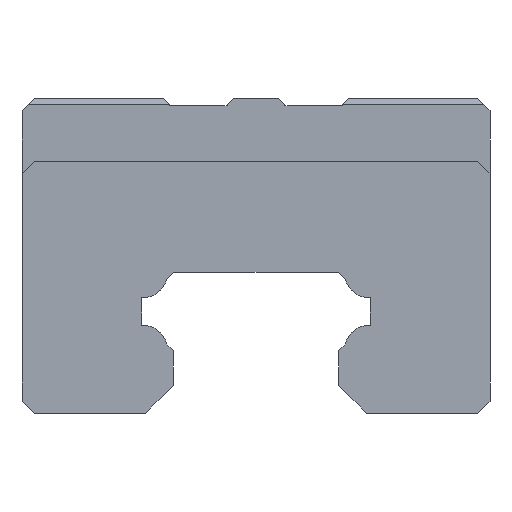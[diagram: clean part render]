
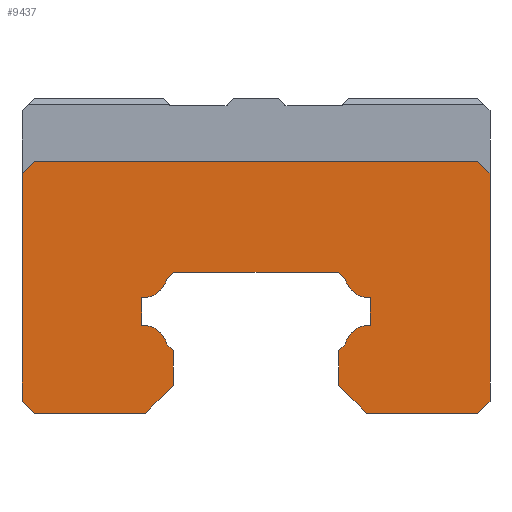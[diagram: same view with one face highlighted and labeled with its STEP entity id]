
A CAD part, front view. The second image highlights one B-rep face of the part: STEP entity #9437.
In plain terms, the highlighted planar face has unit normal (0, -1, 0).
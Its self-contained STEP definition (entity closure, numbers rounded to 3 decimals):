
#31=CIRCLE('',#9737,3.767);
#32=CIRCLE('',#9738,3.767);
#33=CIRCLE('',#9739,3.767);
#34=CIRCLE('',#9740,3.767);
#1204=FACE_OUTER_BOUND('',#1749,.T.);
#1749=EDGE_LOOP('',(#8438,#8439,#8440,#8441,#8442,#8443,#8444,#8445,#8446,
#8447,#8448,#8449,#8450,#8451,#8452,#8453,#8454,#8455,#8456,#8457,#8458,
#8459,#8460,#8461));
#2613=LINE('',#16673,#3535);
#2642=LINE('',#16737,#3564);
#2644=LINE('',#16741,#3566);
#2650=LINE('',#16752,#3572);
#2651=LINE('',#16754,#3573);
#2652=LINE('',#16756,#3574);
#2653=LINE('',#16758,#3575);
#2654=LINE('',#16762,#3576);
#2655=LINE('',#16766,#3577);
#2656=LINE('',#16768,#3578);
#2657=LINE('',#16770,#3579);
#2658=LINE('',#16774,#3580);
#2659=LINE('',#16778,#3581);
#2660=LINE('',#16780,#3582);
#2661=LINE('',#16782,#3583);
#2662=LINE('',#16784,#3584);
#2663=LINE('',#16786,#3585);
#2664=LINE('',#16788,#3586);
#2665=LINE('',#16789,#3587);
#2666=LINE('',#16790,#3588);
#3535=VECTOR('',#11057,10.);
#3564=VECTOR('',#11106,10.);
#3566=VECTOR('',#11110,10.);
#3572=VECTOR('',#11118,10.);
#3573=VECTOR('',#11119,10.);
#3574=VECTOR('',#11120,10.);
#3575=VECTOR('',#11121,10.);
#3576=VECTOR('',#11124,10.);
#3577=VECTOR('',#11127,10.);
#3578=VECTOR('',#11128,10.);
#3579=VECTOR('',#11129,10.);
#3580=VECTOR('',#11132,10.);
#3581=VECTOR('',#11135,10.);
#3582=VECTOR('',#11136,10.);
#3583=VECTOR('',#11137,10.);
#3584=VECTOR('',#11138,10.);
#3585=VECTOR('',#11139,10.);
#3586=VECTOR('',#11140,10.);
#3587=VECTOR('',#11141,10.);
#3588=VECTOR('',#11142,10.);
#4482=VERTEX_POINT('',#16669);
#4484=VERTEX_POINT('',#16672);
#4508=VERTEX_POINT('',#16734);
#4509=VERTEX_POINT('',#16736);
#4510=VERTEX_POINT('',#16740);
#4514=VERTEX_POINT('',#16751);
#4515=VERTEX_POINT('',#16753);
#4516=VERTEX_POINT('',#16755);
#4517=VERTEX_POINT('',#16757);
#4518=VERTEX_POINT('',#16759);
#4519=VERTEX_POINT('',#16761);
#4520=VERTEX_POINT('',#16763);
#4521=VERTEX_POINT('',#16765);
#4522=VERTEX_POINT('',#16767);
#4523=VERTEX_POINT('',#16769);
#4524=VERTEX_POINT('',#16771);
#4525=VERTEX_POINT('',#16773);
#4526=VERTEX_POINT('',#16775);
#4527=VERTEX_POINT('',#16777);
#4528=VERTEX_POINT('',#16779);
#4529=VERTEX_POINT('',#16781);
#4530=VERTEX_POINT('',#16783);
#4531=VERTEX_POINT('',#16785);
#4532=VERTEX_POINT('',#16787);
#5811=EDGE_CURVE('',#4484,#4482,#2613,.T.);
#5840=EDGE_CURVE('',#4508,#4509,#2642,.T.);
#5842=EDGE_CURVE('',#4510,#4509,#2644,.T.);
#5848=EDGE_CURVE('',#4508,#4514,#2650,.T.);
#5849=EDGE_CURVE('',#4514,#4515,#2651,.T.);
#5850=EDGE_CURVE('',#4515,#4516,#2652,.T.);
#5851=EDGE_CURVE('',#4516,#4517,#2653,.T.);
#5852=EDGE_CURVE('',#4517,#4518,#31,.T.);
#5853=EDGE_CURVE('',#4518,#4519,#2654,.T.);
#5854=EDGE_CURVE('',#4519,#4520,#32,.T.);
#5855=EDGE_CURVE('',#4520,#4521,#2655,.T.);
#5856=EDGE_CURVE('',#4521,#4522,#2656,.T.);
#5857=EDGE_CURVE('',#4522,#4523,#2657,.T.);
#5858=EDGE_CURVE('',#4523,#4524,#33,.T.);
#5859=EDGE_CURVE('',#4524,#4525,#2658,.T.);
#5860=EDGE_CURVE('',#4525,#4526,#34,.T.);
#5861=EDGE_CURVE('',#4526,#4527,#2659,.T.);
#5862=EDGE_CURVE('',#4527,#4528,#2660,.T.);
#5863=EDGE_CURVE('',#4528,#4529,#2661,.T.);
#5864=EDGE_CURVE('',#4529,#4530,#2662,.T.);
#5865=EDGE_CURVE('',#4531,#4530,#2663,.T.);
#5866=EDGE_CURVE('',#4531,#4532,#2664,.T.);
#5867=EDGE_CURVE('',#4484,#4532,#2665,.T.);
#5868=EDGE_CURVE('',#4510,#4482,#2666,.T.);
#8438=ORIENTED_EDGE('',*,*,#5840,.F.);
#8439=ORIENTED_EDGE('',*,*,#5848,.T.);
#8440=ORIENTED_EDGE('',*,*,#5849,.T.);
#8441=ORIENTED_EDGE('',*,*,#5850,.T.);
#8442=ORIENTED_EDGE('',*,*,#5851,.T.);
#8443=ORIENTED_EDGE('',*,*,#5852,.T.);
#8444=ORIENTED_EDGE('',*,*,#5853,.T.);
#8445=ORIENTED_EDGE('',*,*,#5854,.T.);
#8446=ORIENTED_EDGE('',*,*,#5855,.T.);
#8447=ORIENTED_EDGE('',*,*,#5856,.T.);
#8448=ORIENTED_EDGE('',*,*,#5857,.T.);
#8449=ORIENTED_EDGE('',*,*,#5858,.T.);
#8450=ORIENTED_EDGE('',*,*,#5859,.T.);
#8451=ORIENTED_EDGE('',*,*,#5860,.T.);
#8452=ORIENTED_EDGE('',*,*,#5861,.T.);
#8453=ORIENTED_EDGE('',*,*,#5862,.T.);
#8454=ORIENTED_EDGE('',*,*,#5863,.T.);
#8455=ORIENTED_EDGE('',*,*,#5864,.T.);
#8456=ORIENTED_EDGE('',*,*,#5865,.F.);
#8457=ORIENTED_EDGE('',*,*,#5866,.T.);
#8458=ORIENTED_EDGE('',*,*,#5867,.F.);
#8459=ORIENTED_EDGE('',*,*,#5811,.T.);
#8460=ORIENTED_EDGE('',*,*,#5868,.F.);
#8461=ORIENTED_EDGE('',*,*,#5842,.T.);
#8945=PLANE('',#9736);
#9437=ADVANCED_FACE('',(#1204),#8945,.T.);
#9736=AXIS2_PLACEMENT_3D('',#16750,#11116,#11117);
#9737=AXIS2_PLACEMENT_3D('',#16760,#11122,#11123);
#9738=AXIS2_PLACEMENT_3D('',#16764,#11125,#11126);
#9739=AXIS2_PLACEMENT_3D('',#16772,#11130,#11131);
#9740=AXIS2_PLACEMENT_3D('',#16776,#11133,#11134);
#11057=DIRECTION('',(-1.,0.,0.));
#11106=DIRECTION('',(-0.707,0.,0.707));
#11110=DIRECTION('',(0.,0.,-1.));
#11116=DIRECTION('center_axis',(0.,-1.,0.));
#11117=DIRECTION('ref_axis',(0.,0.,-1.));
#11118=DIRECTION('',(1.,0.,0.));
#11119=DIRECTION('',(0.707,0.,0.707));
#11120=DIRECTION('',(0.,0.,1.));
#11121=DIRECTION('',(-0.707,0.,0.707));
#11122=DIRECTION('center_axis',(0.,-1.,0.));
#11123=DIRECTION('ref_axis',(0.968,0.,0.252));
#11124=DIRECTION('',(0.,0.,1.));
#11125=DIRECTION('center_axis',(0.,-1.,0.));
#11126=DIRECTION('ref_axis',(-0.027,0.,-1.));
#11127=DIRECTION('',(0.707,0.,0.707));
#11128=DIRECTION('',(1.,0.,0.));
#11129=DIRECTION('',(0.707,0.,-0.707));
#11130=DIRECTION('center_axis',(0.,-1.,0.));
#11131=DIRECTION('ref_axis',(-0.968,0.,-0.252));
#11132=DIRECTION('',(0.,0.,-1.));
#11133=DIRECTION('center_axis',(0.,-1.,0.));
#11134=DIRECTION('ref_axis',(0.027,0.,1.));
#11135=DIRECTION('',(-0.707,0.,-0.707));
#11136=DIRECTION('',(0.,0.,-1.));
#11137=DIRECTION('',(0.707,0.,-0.707));
#11138=DIRECTION('',(1.,0.,0.));
#11139=DIRECTION('',(-0.707,0.,-0.707));
#11140=DIRECTION('',(0.,0.,1.));
#11141=DIRECTION('',(0.707,0.,-0.707));
#11142=DIRECTION('',(0.707,0.,0.707));
#16669=CARTESIAN_POINT('',(-33.2,-56.,45.7));
#16672=CARTESIAN_POINT('',(33.2,-56.,45.7));
#16673=CARTESIAN_POINT('',(35.,-56.,45.7));
#16734=CARTESIAN_POINT('',(-33.2,-56.,8.));
#16736=CARTESIAN_POINT('',(-35.,-56.,9.8));
#16737=CARTESIAN_POINT('',(-30.304,-56.,5.104));
#16740=CARTESIAN_POINT('',(-35.,-56.,43.9));
#16741=CARTESIAN_POINT('',(-35.,-56.,55.));
#16750=CARTESIAN_POINT('Origin',(0.,-56.,27.815));
#16751=CARTESIAN_POINT('',(-16.49,-56.,8.));
#16752=CARTESIAN_POINT('',(-35.,-56.,8.));
#16753=CARTESIAN_POINT('',(-12.365,-56.,12.125));
#16754=CARTESIAN_POINT('',(-16.49,-56.,8.));
#16755=CARTESIAN_POINT('',(-12.365,-56.,17.359));
#16756=CARTESIAN_POINT('',(-12.365,-56.,12.125));
#16757=CARTESIAN_POINT('',(-13.355,-56.,18.348));
#16758=CARTESIAN_POINT('',(-12.365,-56.,17.359));
#16759=CARTESIAN_POINT('',(-17.1,-56.,21.165));
#16760=CARTESIAN_POINT('Origin',(-17.,-56.,17.4));
#16761=CARTESIAN_POINT('',(-17.1,-56.,25.235));
#16762=CARTESIAN_POINT('',(-17.1,-56.,21.165));
#16763=CARTESIAN_POINT('',(-13.355,-56.,28.052));
#16764=CARTESIAN_POINT('Origin',(-17.,-56.,29.));
#16765=CARTESIAN_POINT('',(-12.306,-56.,29.1));
#16766=CARTESIAN_POINT('',(-13.355,-56.,28.052));
#16767=CARTESIAN_POINT('',(12.306,-56.,29.1));
#16768=CARTESIAN_POINT('',(-12.306,-56.,29.1));
#16769=CARTESIAN_POINT('',(13.355,-56.,28.052));
#16770=CARTESIAN_POINT('',(12.306,-56.,29.1));
#16771=CARTESIAN_POINT('',(17.1,-56.,25.235));
#16772=CARTESIAN_POINT('Origin',(17.,-56.,29.));
#16773=CARTESIAN_POINT('',(17.1,-56.,21.165));
#16774=CARTESIAN_POINT('',(17.1,-56.,25.235));
#16775=CARTESIAN_POINT('',(13.355,-56.,18.348));
#16776=CARTESIAN_POINT('Origin',(17.,-56.,17.4));
#16777=CARTESIAN_POINT('',(12.365,-56.,17.359));
#16778=CARTESIAN_POINT('',(13.355,-56.,18.348));
#16779=CARTESIAN_POINT('',(12.365,-56.,12.125));
#16780=CARTESIAN_POINT('',(12.365,-56.,17.359));
#16781=CARTESIAN_POINT('',(16.49,-56.,8.));
#16782=CARTESIAN_POINT('',(12.365,-56.,12.125));
#16783=CARTESIAN_POINT('',(33.2,-56.,8.));
#16784=CARTESIAN_POINT('',(16.49,-56.,8.));
#16785=CARTESIAN_POINT('',(35.,-56.,9.8));
#16786=CARTESIAN_POINT('',(30.304,-56.,5.104));
#16787=CARTESIAN_POINT('',(35.,-56.,43.9));
#16788=CARTESIAN_POINT('',(35.,-56.,8.));
#16789=CARTESIAN_POINT('',(29.821,-56.,49.079));
#16790=CARTESIAN_POINT('',(-29.821,-56.,49.079));
